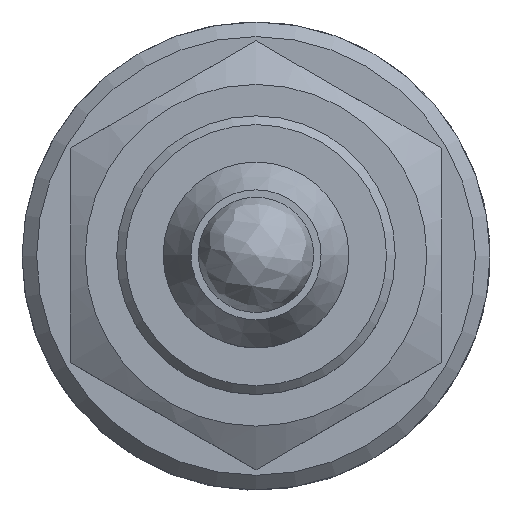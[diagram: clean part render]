
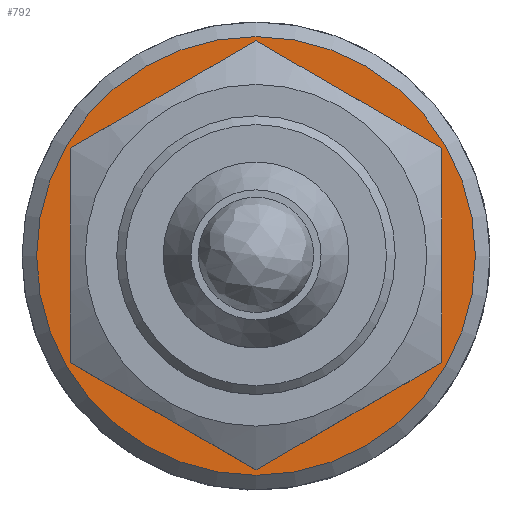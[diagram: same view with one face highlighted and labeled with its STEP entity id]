
A CAD part, top view. The second image highlights one B-rep face of the part: STEP entity #792.
In plain terms, the highlighted planar face has unit normal (0, 0, 1).
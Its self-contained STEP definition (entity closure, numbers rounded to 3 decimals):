
#181 = VERTEX_POINT ( 'NONE', #961 ) ;
#293 = DIRECTION ( 'NONE',  ( 0., 0., 1. ) ) ;
#603 = CARTESIAN_POINT ( 'NONE',  ( 0., 0., -23.092 ) ) ;
#624 = CARTESIAN_POINT ( 'NONE',  ( 7.5, 0., -23.092 ) ) ;
#742 = AXIS2_PLACEMENT_3D ( 'NONE', #2417, #293, #1624 ) ;
#792 = ADVANCED_FACE ( 'NONE', ( #1041, #874 ), #852, .T. ) ;
#825 = DIRECTION ( 'NONE',  ( 0., 0., 1. ) ) ;
#852 = PLANE ( 'NONE',  #742 ) ;
#874 = FACE_BOUND ( 'NONE', #1688, .T. ) ;
#961 = CARTESIAN_POINT ( 'NONE',  ( 4.75, 0., -23.092 ) ) ;
#982 = VERTEX_POINT ( 'NONE', #624 ) ;
#1041 = FACE_OUTER_BOUND ( 'NONE', #2218, .T. ) ;
#1064 = ORIENTED_EDGE ( 'NONE', *, *, #1365, .F. ) ;
#1201 = DIRECTION ( 'NONE',  ( 1., 0., 0. ) ) ;
#1237 = CIRCLE ( 'NONE', #2392, 7.5 ) ;
#1365 = EDGE_CURVE ( 'NONE', #181, #181, #1860, .T. ) ;
#1421 = AXIS2_PLACEMENT_3D ( 'NONE', #1715, #2117, #2281 ) ;
#1624 = DIRECTION ( 'NONE',  ( 1., 0., 0. ) ) ;
#1688 = EDGE_LOOP ( 'NONE', ( #1064 ) ) ;
#1715 = CARTESIAN_POINT ( 'NONE',  ( 0., 0., -23.092 ) ) ;
#1860 = CIRCLE ( 'NONE', #1421, 4.75 ) ;
#2117 = DIRECTION ( 'NONE',  ( 0., 0., 1. ) ) ;
#2218 = EDGE_LOOP ( 'NONE', ( #2268 ) ) ;
#2252 = EDGE_CURVE ( 'NONE', #982, #982, #1237, .T. ) ;
#2268 = ORIENTED_EDGE ( 'NONE', *, *, #2252, .T. ) ;
#2281 = DIRECTION ( 'NONE',  ( 1., 0., 0. ) ) ;
#2392 = AXIS2_PLACEMENT_3D ( 'NONE', #603, #825, #1201 ) ;
#2417 = CARTESIAN_POINT ( 'NONE',  ( 0., 0., -23.092 ) ) ;
